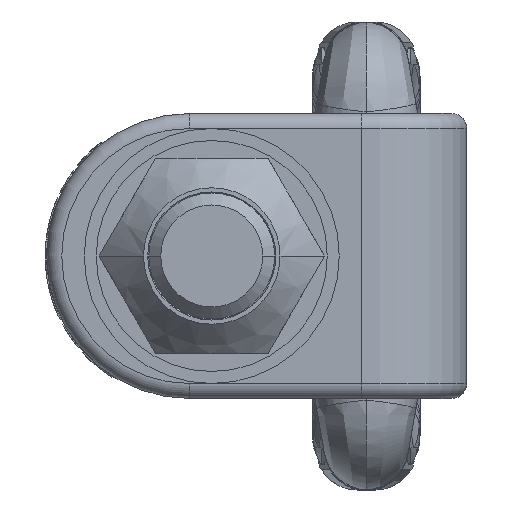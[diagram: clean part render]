
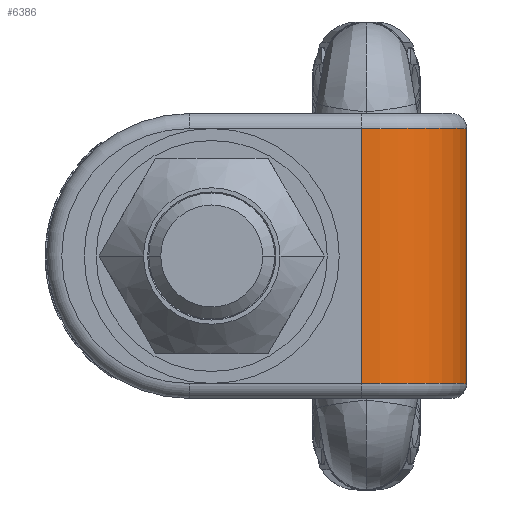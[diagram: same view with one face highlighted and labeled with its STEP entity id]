
A CAD part, front view. The second image highlights one B-rep face of the part: STEP entity #6386.
In plain terms, the highlighted cylindrical face has radius 35 mm (diameter 70 mm), a partial arc.
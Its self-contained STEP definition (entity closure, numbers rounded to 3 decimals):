
#5=DIRECTION('',(0.,0.,1.));
#6=VECTOR('',#5,85.);
#7=CARTESIAN_POINT('',(-37.,0.,-42.5));
#8=LINE('',#7,#6);
#48=CARTESIAN_POINT('',(-37.,35.,42.5));
#49=DIRECTION('',(0.,0.,-1.));
#50=DIRECTION('',(0.,1.,0.));
#51=AXIS2_PLACEMENT_3D('',#48,#49,#50);
#53=CARTESIAN_POINT('',(-37.,35.,-42.5));
#54=DIRECTION('',(0.,0.,1.));
#55=DIRECTION('',(0.,-1.,0.));
#56=AXIS2_PLACEMENT_3D('',#53,#54,#55);
#1845=DIRECTION('',(0.,0.,-1.));
#1846=VECTOR('',#1845,85.);
#1847=CARTESIAN_POINT('',(-37.,70.,42.5));
#1848=LINE('',#1847,#1846);
#5211=CARTESIAN_POINT('',(-37.,70.,42.5));
#5212=CARTESIAN_POINT('',(-37.,0.,42.5));
#5213=VERTEX_POINT('',#5211);
#5214=VERTEX_POINT('',#5212);
#5227=CARTESIAN_POINT('',(-37.,0.,-42.5));
#5228=VERTEX_POINT('',#5227);
#5231=CARTESIAN_POINT('',(-37.,70.,-42.5));
#5232=VERTEX_POINT('',#5231);
#6373=CARTESIAN_POINT('',(-37.,35.,171.342));
#6374=DIRECTION('',(0.,0.,-1.));
#6375=DIRECTION('',(0.,1.,0.));
#6376=AXIS2_PLACEMENT_3D('',#6373,#6374,#6375);
#6377=CYLINDRICAL_SURFACE('',#6376,35.);
#6379=ORIENTED_EDGE('',*,*,#6378,.F.);
#6381=ORIENTED_EDGE('',*,*,#6380,.T.);
#6382=ORIENTED_EDGE('',*,*,#6363,.F.);
#6383=ORIENTED_EDGE('',*,*,#6300,.T.);
#6384=EDGE_LOOP('',(#6379,#6381,#6382,#6383));
#6385=FACE_OUTER_BOUND('',#6384,.F.);
#6386=ADVANCED_FACE('',(#6385),#6377,.T.);
#52=CIRCLE('',#51,35.);
#57=CIRCLE('',#56,35.);
#6300=EDGE_CURVE('',#5228,#5214,#8,.T.);
#6363=EDGE_CURVE('',#5228,#5232,#57,.T.);
#6378=EDGE_CURVE('',#5213,#5214,#52,.T.);
#6380=EDGE_CURVE('',#5213,#5232,#1848,.T.);
